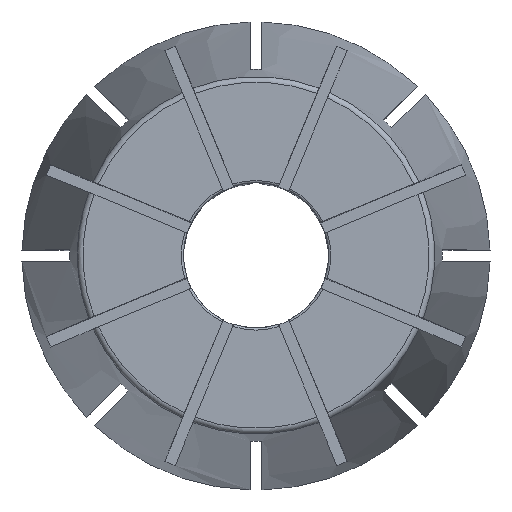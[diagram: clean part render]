
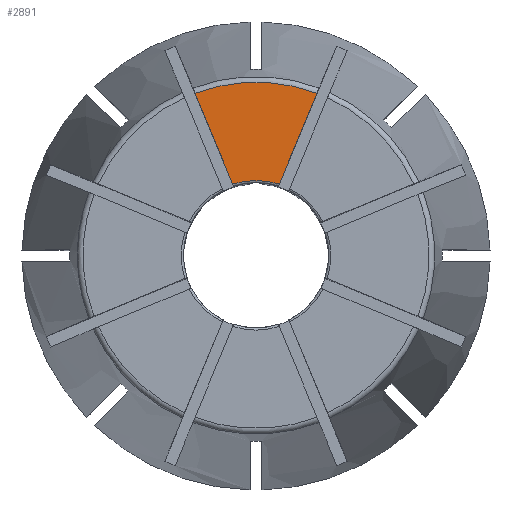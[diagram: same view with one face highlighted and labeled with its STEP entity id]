
A CAD part, top view. The second image highlights one B-rep face of the part: STEP entity #2891.
In plain terms, the highlighted planar face has unit normal (0, 0, 1).
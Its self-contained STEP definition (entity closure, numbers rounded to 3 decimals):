
#229=CIRCLE('',#3186,6.55);
#234=CIRCLE('',#3199,15.16);
#379=LINE('',#5015,#539);
#397=LINE('',#5179,#557);
#539=VECTOR('',#3798,1000.);
#557=VECTOR('',#3916,1000.);
#1171=ORIENTED_EDGE('',*,*,#1872,.T.);
#1172=ORIENTED_EDGE('',*,*,#1882,.T.);
#1173=ORIENTED_EDGE('',*,*,#1883,.T.);
#1174=ORIENTED_EDGE('',*,*,#1827,.F.);
#1827=EDGE_CURVE('',#2199,#2200,#379,.T.);
#1872=EDGE_CURVE('',#2199,#2218,#229,.T.);
#1882=EDGE_CURVE('',#2218,#2221,#397,.T.);
#1883=EDGE_CURVE('',#2221,#2200,#234,.T.);
#2199=VERTEX_POINT('',#5014);
#2200=VERTEX_POINT('',#5016);
#2218=VERTEX_POINT('',#5146);
#2221=VERTEX_POINT('',#5180);
#2500=EDGE_LOOP('',(#1171,#1172,#1173,#1174));
#2656=FACE_BOUND('',#2500,.T.);
#2750=PLANE('',#3198);
#2891=ADVANCED_FACE('',(#2656),#2750,.F.);
#3186=AXIS2_PLACEMENT_3D('',#5147,#3889,#3890);
#3198=AXIS2_PLACEMENT_3D('',#5178,#3914,#3915);
#3199=AXIS2_PLACEMENT_3D('',#5181,#3917,#3918);
#3798=DIRECTION('',(-0.383,0.924,0.));
#3889=DIRECTION('',(0.,0.,-1.));
#3890=DIRECTION('',(-1.,0.,0.));
#3914=DIRECTION('',(0.,0.,-1.));
#3915=DIRECTION('',(-1.,0.,0.));
#3916=DIRECTION('',(0.383,0.924,0.));
#3917=DIRECTION('',(0.,0.,1.));
#3918=DIRECTION('',(1.,0.,0.));
#5014=CARTESIAN_POINT('',(-2.037,6.225,46.2));
#5015=CARTESIAN_POINT('',(-4.898,13.132,46.2));
#5016=CARTESIAN_POINT('',(-5.337,14.19,46.2));
#5146=CARTESIAN_POINT('',(2.037,6.225,46.2));
#5147=CARTESIAN_POINT('',(0.,0.,46.2));
#5178=CARTESIAN_POINT('',(0.,15.16,46.2));
#5179=CARTESIAN_POINT('',(4.898,13.132,46.2));
#5180=CARTESIAN_POINT('',(5.337,14.19,46.2));
#5181=CARTESIAN_POINT('',(0.,0.,46.2));
